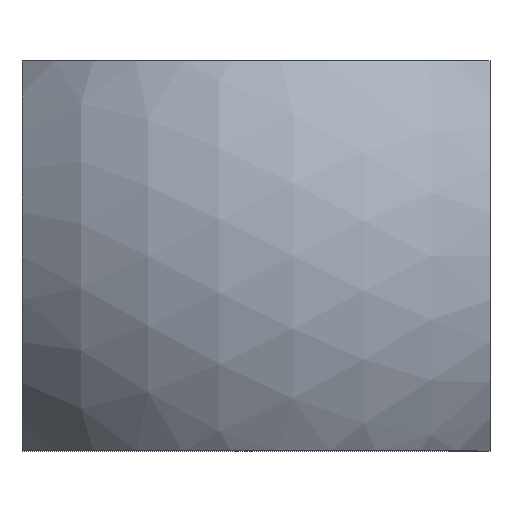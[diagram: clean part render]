
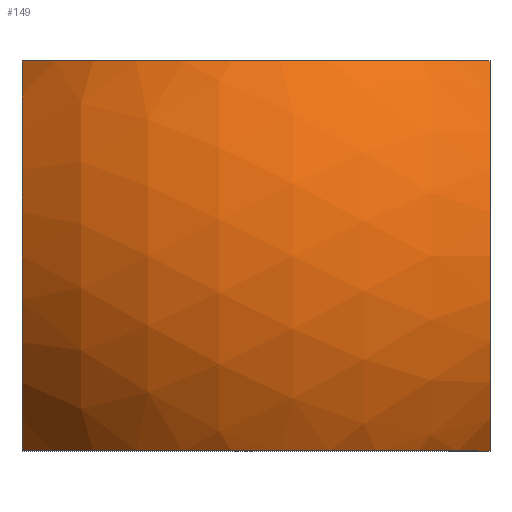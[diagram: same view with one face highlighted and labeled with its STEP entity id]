
A CAD part, front view. The second image highlights one B-rep face of the part: STEP entity #149.
In plain terms, the highlighted spherical face has radius 9 mm.
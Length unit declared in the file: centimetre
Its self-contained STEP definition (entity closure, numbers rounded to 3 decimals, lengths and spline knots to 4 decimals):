
#34=SPHERICAL_SURFACE($,#162,0.9);
#46=FACE_OUTER_BOUND($,#56,.T.);
#56=EDGE_LOOP($,(#114,#115,#116,#117));
#69=CIRCLE($,#163,0.7483);
#70=CIRCLE($,#164,0.6708);
#71=CIRCLE($,#165,0.7483);
#72=CIRCLE($,#166,0.6708);
#80=VERTEX_POINT($,#289);
#81=VERTEX_POINT($,#290);
#82=VERTEX_POINT($,#292);
#83=VERTEX_POINT($,#294);
#95=EDGE_CURVE($,#80,#81,#69,.T.);
#96=EDGE_CURVE($,#80,#82,#70,.T.);
#97=EDGE_CURVE($,#83,#82,#71,.T.);
#98=EDGE_CURVE($,#83,#81,#72,.T.);
#114=ORIENTED_EDGE($,*,*,#95,.F.);
#115=ORIENTED_EDGE($,*,*,#96,.T.);
#116=ORIENTED_EDGE($,*,*,#97,.F.);
#117=ORIENTED_EDGE($,*,*,#98,.T.);
#149=ADVANCED_FACE($,(#46),#34,.T.);
#162=AXIS2_PLACEMENT_3D($,#288,#182,#183);
#163=AXIS2_PLACEMENT_3D($,#291,#184,#185);
#164=AXIS2_PLACEMENT_3D($,#293,#186,#187);
#165=AXIS2_PLACEMENT_3D($,#295,#188,#189);
#166=AXIS2_PLACEMENT_3D($,#296,#190,#191);
#182=DIRECTION('center_axis',(1.,0.,0.));
#183=DIRECTION('ref_axis',(0.,0.,-1.));
#184=DIRECTION('center_axis',(0.,0.,1.));
#185=DIRECTION('ref_axis',(0.,-1.,0.));
#186=DIRECTION('center_axis',(1.,0.,0.));
#187=DIRECTION('ref_axis',(0.,-1.,0.));
#188=DIRECTION('center_axis',(0.,0.,-1.));
#189=DIRECTION('ref_axis',(0.,1.,0.));
#190=DIRECTION('center_axis',(-1.,0.,0.));
#191=DIRECTION('ref_axis',(0.,1.,0.));
#288=CARTESIAN_POINT('Origin',(0.,-1.9464,0.));
#289=CARTESIAN_POINT('',(-0.6,-2.3936,0.5));
#290=CARTESIAN_POINT('',(0.6,-2.3936,0.5));
#291=CARTESIAN_POINT('Origin',(0.,-1.9464,0.5));
#292=CARTESIAN_POINT('',(-0.6,-2.3936,-0.5));
#293=CARTESIAN_POINT('Origin',(-0.6,-1.9464,0.));
#294=CARTESIAN_POINT('',(0.6,-2.3936,-0.5));
#295=CARTESIAN_POINT('Origin',(0.,-1.9464,-0.5));
#296=CARTESIAN_POINT('Origin',(0.6,-1.9464,0.));
